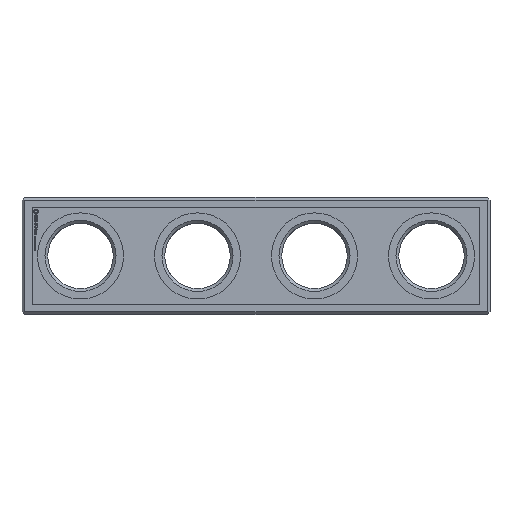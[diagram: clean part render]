
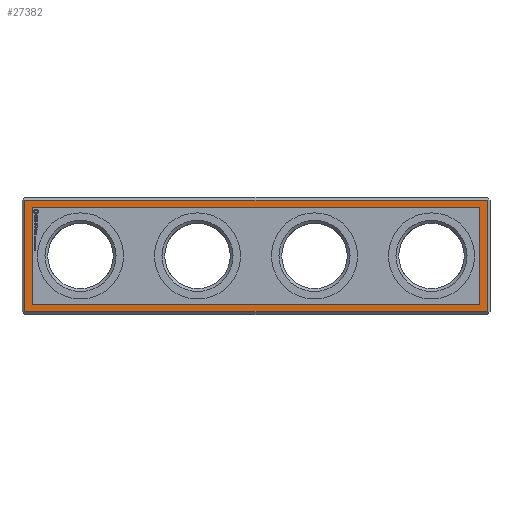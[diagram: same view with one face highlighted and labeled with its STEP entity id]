
A CAD part, top view. The second image highlights one B-rep face of the part: STEP entity #27382.
In plain terms, the highlighted planar face has unit normal (0, 0, 1).
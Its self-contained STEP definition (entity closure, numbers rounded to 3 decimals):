
#443 = PLANE('',#444);
#444 = AXIS2_PLACEMENT_3D('',#445,#446,#447);
#445 = CARTESIAN_POINT('',(49.7,0.,12.5));
#446 = DIRECTION('',(-0.707,0.,-0.707)
  );
#447 = DIRECTION('',(0.707,0.,-0.707)
  );
#471 = PLANE('',#472);
#472 = AXIS2_PLACEMENT_3D('',#473,#474,#475);
#473 = CARTESIAN_POINT('',(0.,0.,12.2)
  );
#474 = DIRECTION('',(0.,-0.707,0.707)
  );
#475 = DIRECTION('',(0.,0.707,0.707));
#602 = PLANE('',#603);
#603 = AXIS2_PLACEMENT_3D('',#604,#605,#606);
#604 = CARTESIAN_POINT('',(0.,12.5,12.2));
#605 = DIRECTION('',(0.,-0.707,-0.707)
  );
#606 = DIRECTION('',(0.,-0.707,0.707)
  );
#663 = VERTEX_POINT('',#664);
#664 = CARTESIAN_POINT('',(49.7,0.3,12.5));
#685 = EDGE_CURVE('',#663,#686,#688,.T.);
#686 = VERTEX_POINT('',#687);
#687 = CARTESIAN_POINT('',(49.7,12.2,12.5));
#688 = SURFACE_CURVE('',#689,(#693,#700),.PCURVE_S1.);
#689 = LINE('',#690,#691);
#690 = CARTESIAN_POINT('',(49.7,0.,12.5));
#691 = VECTOR('',#692,1.);
#692 = DIRECTION('',(0.,1.,0.));
#693 = PCURVE('',#443,#694);
#694 = DEFINITIONAL_REPRESENTATION('',(#695),#699);
#695 = LINE('',#696,#697);
#696 = CARTESIAN_POINT('',(0.,0.));
#697 = VECTOR('',#698,1.);
#698 = DIRECTION('',(0.,-1.));
#699 = ( GEOMETRIC_REPRESENTATION_CONTEXT(2) 
PARAMETRIC_REPRESENTATION_CONTEXT() REPRESENTATION_CONTEXT('2D SPACE',''
  ) );
#700 = PCURVE('',#701,#706);
#701 = PLANE('',#702);
#702 = AXIS2_PLACEMENT_3D('',#703,#704,#705);
#703 = CARTESIAN_POINT('',(25.,6.25,12.5));
#704 = DIRECTION('',(0.,0.,1.));
#705 = DIRECTION('',(1.,0.,0.));
#706 = DEFINITIONAL_REPRESENTATION('',(#707),#711);
#707 = LINE('',#708,#709);
#708 = CARTESIAN_POINT('',(24.7,-6.25));
#709 = VECTOR('',#710,1.);
#710 = DIRECTION('',(0.,1.));
#711 = ( GEOMETRIC_REPRESENTATION_CONTEXT(2) 
PARAMETRIC_REPRESENTATION_CONTEXT() REPRESENTATION_CONTEXT('2D SPACE',''
  ) );
#27235 = EDGE_CURVE('',#27236,#663,#27238,.T.);
#27236 = VERTEX_POINT('',#27237);
#27237 = CARTESIAN_POINT('',(0.3,0.3,12.5));
#27238 = SURFACE_CURVE('',#27239,(#27243,#27250),.PCURVE_S1.);
#27239 = LINE('',#27240,#27241);
#27240 = CARTESIAN_POINT('',(0.,0.3,12.5));
#27241 = VECTOR('',#27242,1.);
#27242 = DIRECTION('',(1.,0.,0.));
#27243 = PCURVE('',#471,#27244);
#27244 = DEFINITIONAL_REPRESENTATION('',(#27245),#27249);
#27245 = LINE('',#27246,#27247);
#27246 = CARTESIAN_POINT('',(0.424,0.));
#27247 = VECTOR('',#27248,1.);
#27248 = DIRECTION('',(0.,-1.));
#27249 = ( GEOMETRIC_REPRESENTATION_CONTEXT(2) 
PARAMETRIC_REPRESENTATION_CONTEXT() REPRESENTATION_CONTEXT('2D SPACE',''
  ) );
#27250 = PCURVE('',#701,#27251);
#27251 = DEFINITIONAL_REPRESENTATION('',(#27252),#27256);
#27252 = LINE('',#27253,#27254);
#27253 = CARTESIAN_POINT('',(-25.,-5.95));
#27254 = VECTOR('',#27255,1.);
#27255 = DIRECTION('',(1.,0.));
#27256 = ( GEOMETRIC_REPRESENTATION_CONTEXT(2) 
PARAMETRIC_REPRESENTATION_CONTEXT() REPRESENTATION_CONTEXT('2D SPACE',''
  ) );
#27274 = PLANE('',#27275);
#27275 = AXIS2_PLACEMENT_3D('',#27276,#27277,#27278);
#27276 = CARTESIAN_POINT('',(0.3,0.,12.5));
#27277 = DIRECTION('',(-0.707,0.,
    0.707));
#27278 = DIRECTION('',(-0.707,0.,
    -0.707));
#27313 = EDGE_CURVE('',#27314,#686,#27316,.T.);
#27314 = VERTEX_POINT('',#27315);
#27315 = CARTESIAN_POINT('',(0.3,12.2,12.5));
#27316 = SURFACE_CURVE('',#27317,(#27321,#27328),.PCURVE_S1.);
#27317 = LINE('',#27318,#27319);
#27318 = CARTESIAN_POINT('',(0.,12.2,12.5));
#27319 = VECTOR('',#27320,1.);
#27320 = DIRECTION('',(1.,0.,0.));
#27321 = PCURVE('',#602,#27322);
#27322 = DEFINITIONAL_REPRESENTATION('',(#27323),#27327);
#27323 = LINE('',#27324,#27325);
#27324 = CARTESIAN_POINT('',(0.424,0.));
#27325 = VECTOR('',#27326,1.);
#27326 = DIRECTION('',(0.,-1.));
#27327 = ( GEOMETRIC_REPRESENTATION_CONTEXT(2) 
PARAMETRIC_REPRESENTATION_CONTEXT() REPRESENTATION_CONTEXT('2D SPACE',''
  ) );
#27328 = PCURVE('',#701,#27329);
#27329 = DEFINITIONAL_REPRESENTATION('',(#27330),#27334);
#27330 = LINE('',#27331,#27332);
#27331 = CARTESIAN_POINT('',(-25.,5.95));
#27332 = VECTOR('',#27333,1.);
#27333 = DIRECTION('',(1.,0.));
#27334 = ( GEOMETRIC_REPRESENTATION_CONTEXT(2) 
PARAMETRIC_REPRESENTATION_CONTEXT() REPRESENTATION_CONTEXT('2D SPACE',''
  ) );
#27382 = ADVANCED_FACE('',(#27383,#27409),#701,.T.);
#27383 = FACE_BOUND('',#27384,.T.);
#27384 = EDGE_LOOP('',(#27385,#27386,#27407,#27408));
#27385 = ORIENTED_EDGE('',*,*,#27313,.F.);
#27386 = ORIENTED_EDGE('',*,*,#27387,.F.);
#27387 = EDGE_CURVE('',#27236,#27314,#27388,.T.);
#27388 = SURFACE_CURVE('',#27389,(#27393,#27400),.PCURVE_S1.);
#27389 = LINE('',#27390,#27391);
#27390 = CARTESIAN_POINT('',(0.3,0.,12.5));
#27391 = VECTOR('',#27392,1.);
#27392 = DIRECTION('',(0.,1.,0.));
#27393 = PCURVE('',#701,#27394);
#27394 = DEFINITIONAL_REPRESENTATION('',(#27395),#27399);
#27395 = LINE('',#27396,#27397);
#27396 = CARTESIAN_POINT('',(-24.7,-6.25));
#27397 = VECTOR('',#27398,1.);
#27398 = DIRECTION('',(0.,1.));
#27399 = ( GEOMETRIC_REPRESENTATION_CONTEXT(2) 
PARAMETRIC_REPRESENTATION_CONTEXT() REPRESENTATION_CONTEXT('2D SPACE',''
  ) );
#27400 = PCURVE('',#27274,#27401);
#27401 = DEFINITIONAL_REPRESENTATION('',(#27402),#27406);
#27402 = LINE('',#27403,#27404);
#27403 = CARTESIAN_POINT('',(0.,0.));
#27404 = VECTOR('',#27405,1.);
#27405 = DIRECTION('',(0.,-1.));
#27406 = ( GEOMETRIC_REPRESENTATION_CONTEXT(2) 
PARAMETRIC_REPRESENTATION_CONTEXT() REPRESENTATION_CONTEXT('2D SPACE',''
  ) );
#27407 = ORIENTED_EDGE('',*,*,#27235,.T.);
#27408 = ORIENTED_EDGE('',*,*,#685,.T.);
#27409 = FACE_BOUND('',#27410,.T.);
#27410 = EDGE_LOOP('',(#27411,#27441,#27469,#27497));
#27411 = ORIENTED_EDGE('',*,*,#27412,.F.);
#27412 = EDGE_CURVE('',#27413,#27415,#27417,.T.);
#27413 = VERTEX_POINT('',#27414);
#27414 = CARTESIAN_POINT('',(1.1,11.4,12.5));
#27415 = VERTEX_POINT('',#27416);
#27416 = CARTESIAN_POINT('',(1.1,1.1,12.5));
#27417 = SURFACE_CURVE('',#27418,(#27422,#27429),.PCURVE_S1.);
#27418 = LINE('',#27419,#27420);
#27419 = CARTESIAN_POINT('',(1.1,6.25,12.5));
#27420 = VECTOR('',#27421,1.);
#27421 = DIRECTION('',(0.,-1.,0.));
#27422 = PCURVE('',#701,#27423);
#27423 = DEFINITIONAL_REPRESENTATION('',(#27424),#27428);
#27424 = LINE('',#27425,#27426);
#27425 = CARTESIAN_POINT('',(-23.9,0.));
#27426 = VECTOR('',#27427,1.);
#27427 = DIRECTION('',(0.,-1.));
#27428 = ( GEOMETRIC_REPRESENTATION_CONTEXT(2) 
PARAMETRIC_REPRESENTATION_CONTEXT() REPRESENTATION_CONTEXT('2D SPACE',''
  ) );
#27429 = PCURVE('',#27430,#27435);
#27430 = PLANE('',#27431);
#27431 = AXIS2_PLACEMENT_3D('',#27432,#27433,#27434);
#27432 = CARTESIAN_POINT('',(1.1,6.25,12.4));
#27433 = DIRECTION('',(1.,0.,0.));
#27434 = DIRECTION('',(0.,0.,1.));
#27435 = DEFINITIONAL_REPRESENTATION('',(#27436),#27440);
#27436 = LINE('',#27437,#27438);
#27437 = CARTESIAN_POINT('',(0.1,0.));
#27438 = VECTOR('',#27439,1.);
#27439 = DIRECTION('',(0.,1.));
#27440 = ( GEOMETRIC_REPRESENTATION_CONTEXT(2) 
PARAMETRIC_REPRESENTATION_CONTEXT() REPRESENTATION_CONTEXT('2D SPACE',''
  ) );
#27441 = ORIENTED_EDGE('',*,*,#27442,.T.);
#27442 = EDGE_CURVE('',#27413,#27443,#27445,.T.);
#27443 = VERTEX_POINT('',#27444);
#27444 = CARTESIAN_POINT('',(48.9,11.4,12.5));
#27445 = SURFACE_CURVE('',#27446,(#27450,#27457),.PCURVE_S1.);
#27446 = LINE('',#27447,#27448);
#27447 = CARTESIAN_POINT('',(1.1,11.4,12.5));
#27448 = VECTOR('',#27449,1.);
#27449 = DIRECTION('',(1.,0.,0.));
#27450 = PCURVE('',#701,#27451);
#27451 = DEFINITIONAL_REPRESENTATION('',(#27452),#27456);
#27452 = LINE('',#27453,#27454);
#27453 = CARTESIAN_POINT('',(-23.9,5.15));
#27454 = VECTOR('',#27455,1.);
#27455 = DIRECTION('',(1.,0.));
#27456 = ( GEOMETRIC_REPRESENTATION_CONTEXT(2) 
PARAMETRIC_REPRESENTATION_CONTEXT() REPRESENTATION_CONTEXT('2D SPACE',''
  ) );
#27457 = PCURVE('',#27458,#27463);
#27458 = PLANE('',#27459);
#27459 = AXIS2_PLACEMENT_3D('',#27460,#27461,#27462);
#27460 = CARTESIAN_POINT('',(25.,11.4,12.4));
#27461 = DIRECTION('',(0.,-1.,0.));
#27462 = DIRECTION('',(0.,0.,-1.));
#27463 = DEFINITIONAL_REPRESENTATION('',(#27464),#27468);
#27464 = LINE('',#27465,#27466);
#27465 = CARTESIAN_POINT('',(-0.1,-23.9));
#27466 = VECTOR('',#27467,1.);
#27467 = DIRECTION('',(0.,1.));
#27468 = ( GEOMETRIC_REPRESENTATION_CONTEXT(2) 
PARAMETRIC_REPRESENTATION_CONTEXT() REPRESENTATION_CONTEXT('2D SPACE',''
  ) );
#27469 = ORIENTED_EDGE('',*,*,#27470,.T.);
#27470 = EDGE_CURVE('',#27443,#27471,#27473,.T.);
#27471 = VERTEX_POINT('',#27472);
#27472 = CARTESIAN_POINT('',(48.9,1.1,12.5));
#27473 = SURFACE_CURVE('',#27474,(#27478,#27485),.PCURVE_S1.);
#27474 = LINE('',#27475,#27476);
#27475 = CARTESIAN_POINT('',(48.9,11.4,12.5));
#27476 = VECTOR('',#27477,1.);
#27477 = DIRECTION('',(0.,-1.,0.));
#27478 = PCURVE('',#701,#27479);
#27479 = DEFINITIONAL_REPRESENTATION('',(#27480),#27484);
#27480 = LINE('',#27481,#27482);
#27481 = CARTESIAN_POINT('',(23.9,5.15));
#27482 = VECTOR('',#27483,1.);
#27483 = DIRECTION('',(0.,-1.));
#27484 = ( GEOMETRIC_REPRESENTATION_CONTEXT(2) 
PARAMETRIC_REPRESENTATION_CONTEXT() REPRESENTATION_CONTEXT('2D SPACE',''
  ) );
#27485 = PCURVE('',#27486,#27491);
#27486 = PLANE('',#27487);
#27487 = AXIS2_PLACEMENT_3D('',#27488,#27489,#27490);
#27488 = CARTESIAN_POINT('',(48.9,11.4,12.5));
#27489 = DIRECTION('',(-1.,0.,0.));
#27490 = DIRECTION('',(0.,-1.,0.));
#27491 = DEFINITIONAL_REPRESENTATION('',(#27492),#27496);
#27492 = LINE('',#27493,#27494);
#27493 = CARTESIAN_POINT('',(0.,0.));
#27494 = VECTOR('',#27495,1.);
#27495 = DIRECTION('',(1.,0.));
#27496 = ( GEOMETRIC_REPRESENTATION_CONTEXT(2) 
PARAMETRIC_REPRESENTATION_CONTEXT() REPRESENTATION_CONTEXT('2D SPACE',''
  ) );
#27497 = ORIENTED_EDGE('',*,*,#27498,.F.);
#27498 = EDGE_CURVE('',#27415,#27471,#27499,.T.);
#27499 = SURFACE_CURVE('',#27500,(#27504,#27511),.PCURVE_S1.);
#27500 = LINE('',#27501,#27502);
#27501 = CARTESIAN_POINT('',(43.75,1.1,12.5));
#27502 = VECTOR('',#27503,1.);
#27503 = DIRECTION('',(1.,0.,0.));
#27504 = PCURVE('',#701,#27505);
#27505 = DEFINITIONAL_REPRESENTATION('',(#27506),#27510);
#27506 = LINE('',#27507,#27508);
#27507 = CARTESIAN_POINT('',(18.75,-5.15));
#27508 = VECTOR('',#27509,1.);
#27509 = DIRECTION('',(1.,0.));
#27510 = ( GEOMETRIC_REPRESENTATION_CONTEXT(2) 
PARAMETRIC_REPRESENTATION_CONTEXT() REPRESENTATION_CONTEXT('2D SPACE',''
  ) );
#27511 = PCURVE('',#27512,#27517);
#27512 = PLANE('',#27513);
#27513 = AXIS2_PLACEMENT_3D('',#27514,#27515,#27516);
#27514 = CARTESIAN_POINT('',(25.,1.1,12.4));
#27515 = DIRECTION('',(0.,1.,0.));
#27516 = DIRECTION('',(0.,0.,1.));
#27517 = DEFINITIONAL_REPRESENTATION('',(#27518),#27522);
#27518 = LINE('',#27519,#27520);
#27519 = CARTESIAN_POINT('',(0.1,18.75));
#27520 = VECTOR('',#27521,1.);
#27521 = DIRECTION('',(0.,1.));
#27522 = ( GEOMETRIC_REPRESENTATION_CONTEXT(2) 
PARAMETRIC_REPRESENTATION_CONTEXT() REPRESENTATION_CONTEXT('2D SPACE',''
  ) );
